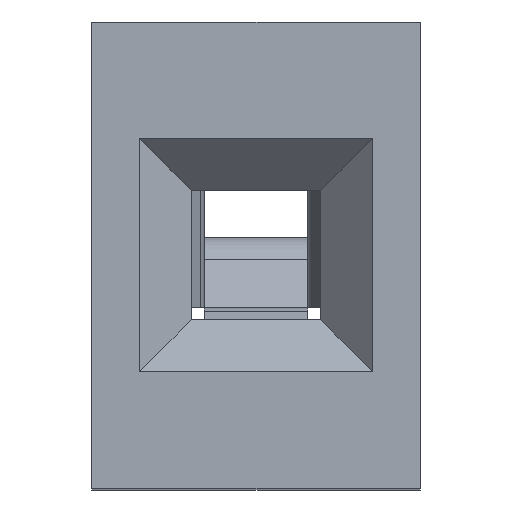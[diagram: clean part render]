
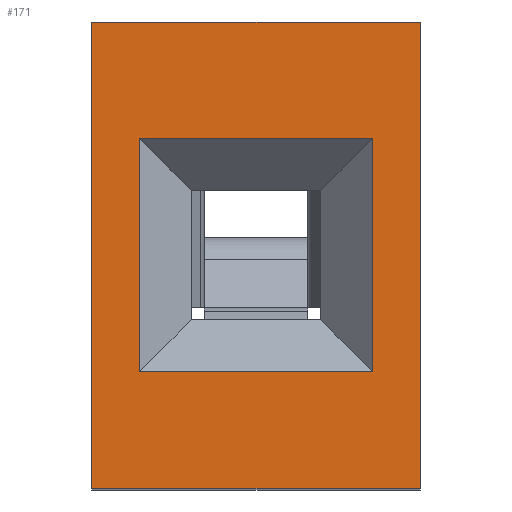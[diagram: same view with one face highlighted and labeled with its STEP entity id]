
A CAD part, top view. The second image highlights one B-rep face of the part: STEP entity #171.
In plain terms, the highlighted planar face has unit normal (0, 0, 1).
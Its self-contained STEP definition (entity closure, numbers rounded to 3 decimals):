
#171=ADVANCED_FACE('',(#797,#799),#801,.T.);
#797=FACE_BOUND('',#798,.T.);
#798=EDGE_LOOP('',(#1287,#1288,#1289,#1290));
#799=FACE_BOUND('',#800,.T.);
#800=EDGE_LOOP('',(#1291,#1292,#1293,#1294));
#801=PLANE('',#802);
#802=AXIS2_PLACEMENT_3D('',#803,#804,#805);
#803=CARTESIAN_POINT('',(0.,0.,4.4));
#804=DIRECTION('',(0.,0.,1.));
#805=DIRECTION('',(1.,0.,0.));
#1287=ORIENTED_EDGE('',*,*,#1634,.T.);
#1288=ORIENTED_EDGE('',*,*,#1613,.T.);
#1289=ORIENTED_EDGE('',*,*,#1633,.T.);
#1290=ORIENTED_EDGE('',*,*,#1620,.T.);
#1291=ORIENTED_EDGE('',*,*,#1635,.T.);
#1292=ORIENTED_EDGE('',*,*,#1636,.T.);
#1293=ORIENTED_EDGE('',*,*,#1637,.T.);
#1294=ORIENTED_EDGE('',*,*,#1638,.T.);
#1613=EDGE_CURVE('',#1819,#1817,#1820,.T.);
#1620=EDGE_CURVE('',#1830,#1828,#1831,.T.);
#1633=EDGE_CURVE('',#1817,#1830,#1849,.T.);
#1634=EDGE_CURVE('',#1828,#1819,#1850,.T.);
#1635=EDGE_CURVE('',#1851,#1852,#1853,.F.);
#1636=EDGE_CURVE('',#1852,#1854,#1855,.F.);
#1637=EDGE_CURVE('',#1854,#1856,#1857,.F.);
#1638=EDGE_CURVE('',#1856,#1851,#1858,.F.);
#1817=VERTEX_POINT('',#2159);
#1819=VERTEX_POINT('',#2163);
#1820=LINE('',#2164,#2165);
#1828=VERTEX_POINT('',#2184);
#1830=VERTEX_POINT('',#2188);
#1831=LINE('',#2189,#2190);
#1849=LINE('',#2233,#2234);
#1850=LINE('',#2236,#2237);
#1851=VERTEX_POINT('',#2239);
#1852=VERTEX_POINT('',#2240);
#1853=LINE('',#2241,#2242);
#1854=VERTEX_POINT('',#2244);
#1855=LINE('',#2245,#2246);
#1856=VERTEX_POINT('',#2248);
#1857=LINE('',#2249,#2250);
#1858=LINE('',#2252,#2253);
#2159=CARTESIAN_POINT('',(-0.635,-0.9,4.4));
#2163=CARTESIAN_POINT('',(-0.635,0.9,4.4));
#2164=CARTESIAN_POINT('',(-0.635,0.9,4.4));
#2165=VECTOR('',#2166,1.);
#2166=DIRECTION('',(0.,-1.,0.));
#2184=CARTESIAN_POINT('',(0.635,0.9,4.4));
#2188=CARTESIAN_POINT('',(0.635,-0.9,4.4));
#2189=CARTESIAN_POINT('',(0.635,-0.9,4.4));
#2190=VECTOR('',#2191,1.);
#2191=DIRECTION('',(0.,1.,0.));
#2233=CARTESIAN_POINT('',(-0.635,-0.9,4.4));
#2234=VECTOR('',#2235,1.);
#2235=DIRECTION('',(1.,0.,0.));
#2236=CARTESIAN_POINT('',(0.635,0.9,4.4));
#2237=VECTOR('',#2238,1.);
#2238=DIRECTION('',(-1.,0.,0.));
#2239=CARTESIAN_POINT('',(-0.45,0.45,4.4));
#2240=CARTESIAN_POINT('',(0.45,0.45,4.4));
#2241=CARTESIAN_POINT('',(0.45,0.45,4.4));
#2242=VECTOR('',#2243,1.);
#2243=DIRECTION('',(-1.,0.,0.));
#2244=CARTESIAN_POINT('',(0.45,-0.45,4.4));
#2245=CARTESIAN_POINT('',(0.45,-0.45,4.4));
#2246=VECTOR('',#2247,1.);
#2247=DIRECTION('',(0.,1.,0.));
#2248=CARTESIAN_POINT('',(-0.45,-0.45,4.4));
#2249=CARTESIAN_POINT('',(-0.45,-0.45,4.4));
#2250=VECTOR('',#2251,1.);
#2251=DIRECTION('',(1.,0.,0.));
#2252=CARTESIAN_POINT('',(-0.45,0.45,4.4));
#2253=VECTOR('',#2254,1.);
#2254=DIRECTION('',(0.,-1.,0.));
